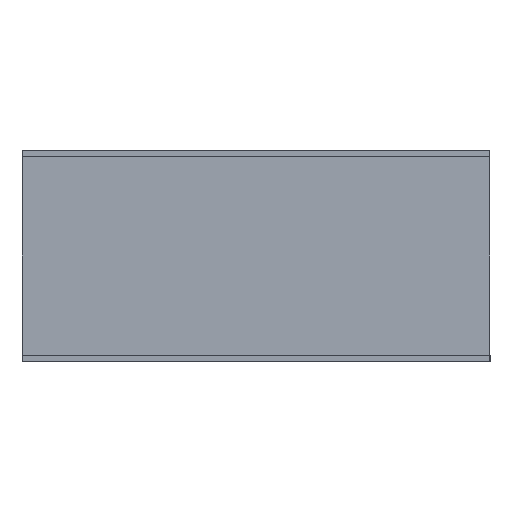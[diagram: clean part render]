
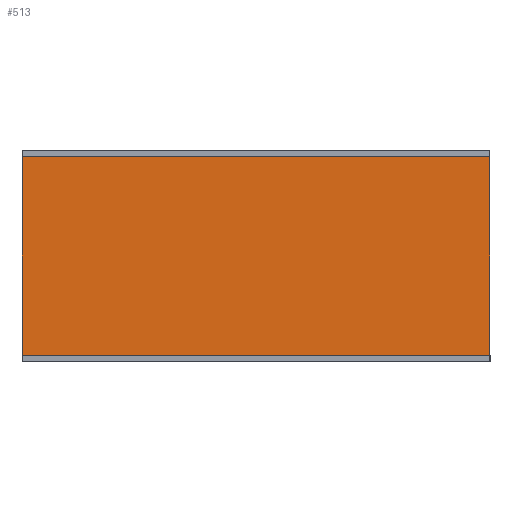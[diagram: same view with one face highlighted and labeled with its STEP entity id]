
A CAD part, left-side view. The second image highlights one B-rep face of the part: STEP entity #513.
In plain terms, the highlighted planar face has unit normal (-1, 0, 0).
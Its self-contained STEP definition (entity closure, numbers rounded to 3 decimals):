
#222=CARTESIAN_POINT('Line Origine',(-33.5,128.5,29.)) ;
#226=CARTESIAN_POINT('Vertex',(-33.5,55.,29.)) ;
#228=CARTESIAN_POINT('Vertex',(-33.5,202.,29.)) ;
#398=CARTESIAN_POINT('Vertex',(-33.5,202.,-33.5)) ;
#412=CARTESIAN_POINT('Vertex',(-33.5,55.,-33.5)) ;
#415=CARTESIAN_POINT('Line Origine',(-33.5,128.5,-33.5)) ;
#492=CARTESIAN_POINT('Axis2P3D Location',(-33.5,57.,31.)) ;
#497=CARTESIAN_POINT('Line Origine',(-33.5,202.,-2.25)) ;
#502=CARTESIAN_POINT('Line Origine',(-33.5,55.,-2.25)) ;
#223=DIRECTION('Vector Direction',(0.,-1.,0.)) ;
#416=DIRECTION('Vector Direction',(0.,1.,0.)) ;
#493=DIRECTION('Axis2P3D Direction',(-1.,-0.,-0.)) ;
#494=DIRECTION('Axis2P3D XDirection',(0.,0.,-1.)) ;
#498=DIRECTION('Vector Direction',(0.,0.,1.)) ;
#503=DIRECTION('Vector Direction',(0.,0.,-1.)) ;
#495=AXIS2_PLACEMENT_3D('Plane Axis2P3D',#492,#493,#494) ;
#508=ORIENTED_EDGE('',*,*,#501,.F.) ;
#509=ORIENTED_EDGE('',*,*,#419,.F.) ;
#510=ORIENTED_EDGE('',*,*,#506,.F.) ;
#511=ORIENTED_EDGE('',*,*,#230,.T.) ;
#224=VECTOR('Line Direction',#223,1.) ;
#417=VECTOR('Line Direction',#416,1.) ;
#499=VECTOR('Line Direction',#498,1.) ;
#504=VECTOR('Line Direction',#503,1.) ;
#513=ADVANCED_FACE('Bo\X2\00EF\X0\tier SCJ',(#512),#496,.T.) ;
#230=EDGE_CURVE('',#227,#229,#225,.F.) ;
#419=EDGE_CURVE('',#413,#399,#418,.T.) ;
#501=EDGE_CURVE('',#399,#229,#500,.T.) ;
#506=EDGE_CURVE('',#227,#413,#505,.T.) ;
#507=EDGE_LOOP('',(#508,#509,#510,#511)) ;
#512=FACE_OUTER_BOUND('',#507,.T.) ;
#225=LINE('Line',#222,#224) ;
#418=LINE('Line',#415,#417) ;
#500=LINE('Line',#497,#499) ;
#505=LINE('Line',#502,#504) ;
#496=PLANE('Plane',#495) ;
#227=VERTEX_POINT('',#226) ;
#229=VERTEX_POINT('',#228) ;
#399=VERTEX_POINT('',#398) ;
#413=VERTEX_POINT('',#412) ;
